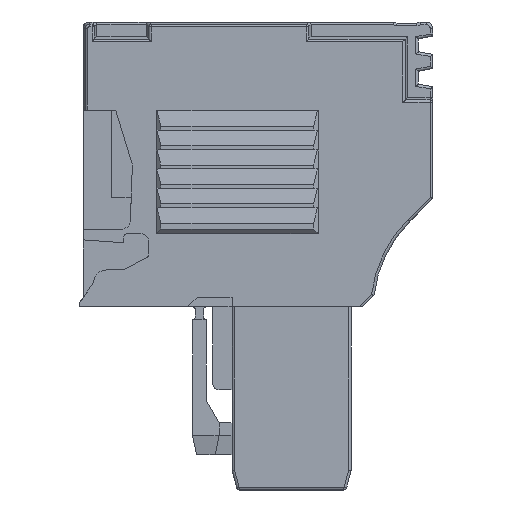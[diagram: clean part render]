
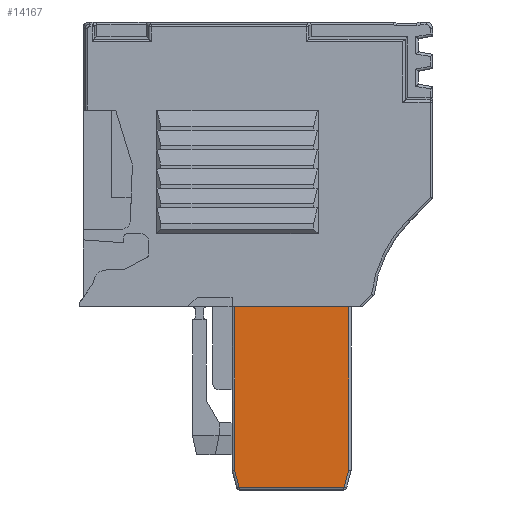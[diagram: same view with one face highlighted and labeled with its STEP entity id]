
A CAD part, left-side view. The second image highlights one B-rep face of the part: STEP entity #14167.
In plain terms, the highlighted planar face has unit normal (-1, 0, 0).
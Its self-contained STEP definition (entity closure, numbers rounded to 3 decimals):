
#14131=AXIS2_PLACEMENT_3D('Plane Axis2P3D',#14128,#14129,#14130) ;
#6089=CARTESIAN_POINT('Vertex',(3.425,15.3,14.15)) ;
#6092=CARTESIAN_POINT('Line Origine',(3.425,10.9,14.15)) ;
#6096=CARTESIAN_POINT('Vertex',(3.425,6.5,14.15)) ;
#14112=CARTESIAN_POINT('Vertex',(3.425,15.3,1.526)) ;
#14115=CARTESIAN_POINT('Line Origine',(3.425,15.3,7.075)) ;
#14128=CARTESIAN_POINT('Axis2P3D Location',(3.425,10.9,14.15)) ;
#14133=CARTESIAN_POINT('Line Origine',(3.425,10.9,0.2)) ;
#14137=CARTESIAN_POINT('Vertex',(3.425,6.855,0.2)) ;
#14139=CARTESIAN_POINT('Vertex',(3.425,14.945,0.2)) ;
#14142=CARTESIAN_POINT('Line Origine',(3.425,6.678,0.863)) ;
#14146=CARTESIAN_POINT('Vertex',(3.425,6.5,1.526)) ;
#14149=CARTESIAN_POINT('Line Origine',(3.425,6.5,7.838)) ;
#14154=CARTESIAN_POINT('Line Origine',(3.425,15.122,0.863)) ;
#6093=DIRECTION('Vector Direction',(0.,-1.,0.)) ;
#14116=DIRECTION('Vector Direction',(0.,0.,1.)) ;
#14129=DIRECTION('Axis2P3D Direction',(1.,0.,0.)) ;
#14130=DIRECTION('Axis2P3D XDirection',(0.,1.,0.)) ;
#14134=DIRECTION('Vector Direction',(0.,1.,0.)) ;
#14143=DIRECTION('Vector Direction',(0.,0.259,-0.966)) ;
#14150=DIRECTION('Vector Direction',(0.,0.,-1.)) ;
#14155=DIRECTION('Vector Direction',(0.,0.259,0.966)) ;
#6094=VECTOR('Line Direction',#6093,1.) ;
#14117=VECTOR('Line Direction',#14116,1.) ;
#14135=VECTOR('Line Direction',#14134,1.) ;
#14144=VECTOR('Line Direction',#14143,1.) ;
#14151=VECTOR('Line Direction',#14150,1.) ;
#14156=VECTOR('Line Direction',#14155,1.) ;
#14160=ORIENTED_EDGE('',*,*,#14141,.F.) ;
#14161=ORIENTED_EDGE('',*,*,#14148,.F.) ;
#14162=ORIENTED_EDGE('',*,*,#14153,.F.) ;
#14163=ORIENTED_EDGE('',*,*,#6098,.F.) ;
#14164=ORIENTED_EDGE('',*,*,#14119,.F.) ;
#14165=ORIENTED_EDGE('',*,*,#14158,.F.) ;
#14167=ADVANCED_FACE('Hauptk\X2\00F6\X0\rper',(#14166),#14132,.F.) ;
#6098=EDGE_CURVE('',#6090,#6097,#6095,.T.) ;
#14119=EDGE_CURVE('',#14113,#6090,#14118,.T.) ;
#14141=EDGE_CURVE('',#14138,#14140,#14136,.T.) ;
#14148=EDGE_CURVE('',#14147,#14138,#14145,.T.) ;
#14153=EDGE_CURVE('',#6097,#14147,#14152,.T.) ;
#14158=EDGE_CURVE('',#14140,#14113,#14157,.T.) ;
#14159=EDGE_LOOP('',(#14160,#14161,#14162,#14163,#14164,#14165)) ;
#14166=FACE_OUTER_BOUND('',#14159,.T.) ;
#6095=LINE('Line',#6092,#6094) ;
#14118=LINE('Line',#14115,#14117) ;
#14136=LINE('Line',#14133,#14135) ;
#14145=LINE('Line',#14142,#14144) ;
#14152=LINE('Line',#14149,#14151) ;
#14157=LINE('Line',#14154,#14156) ;
#14132=PLANE('',#14131) ;
#6090=VERTEX_POINT('',#6089) ;
#6097=VERTEX_POINT('',#6096) ;
#14113=VERTEX_POINT('',#14112) ;
#14138=VERTEX_POINT('',#14137) ;
#14140=VERTEX_POINT('',#14139) ;
#14147=VERTEX_POINT('',#14146) ;
